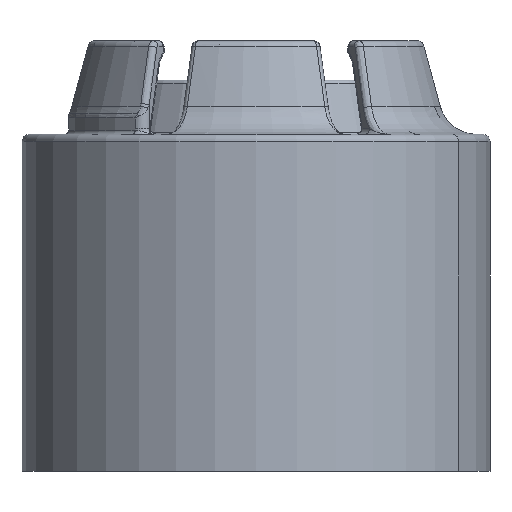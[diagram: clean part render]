
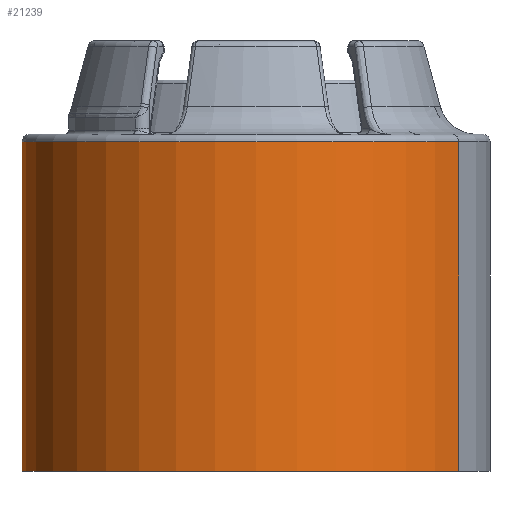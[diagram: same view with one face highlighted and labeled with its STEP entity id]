
A CAD part, left-side view. The second image highlights one B-rep face of the part: STEP entity #21239.
In plain terms, the highlighted cylindrical face has radius 12.5 mm (diameter 25 mm), a partial arc.
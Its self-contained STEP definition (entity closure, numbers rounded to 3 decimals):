
#761 = VECTOR ( 'NONE', #4305, 1000. ) ;
#1137 = VERTEX_POINT ( 'NONE', #15695 ) ;
#1993 = DIRECTION ( 'NONE',  ( 0., 0., 1. ) ) ;
#3292 = CARTESIAN_POINT ( 'NONE',  ( 6.25, 10.825, -82.532 ) ) ;
#3345 = DIRECTION ( 'NONE',  ( 0., 0., 1. ) ) ;
#4305 = DIRECTION ( 'NONE',  ( 0., 0., 1. ) ) ;
#4952 = CIRCLE ( 'NONE', #19164, 12.5 ) ;
#5452 = EDGE_CURVE ( 'NONE', #1137, #6042, #4952, .T. ) ;
#5542 = DIRECTION ( 'NONE',  ( -0.5, -0.866, 0. ) ) ;
#5770 = CIRCLE ( 'NONE', #12017, 12.5 ) ;
#5926 = DIRECTION ( 'NONE',  ( -0.5, -0.866, 0. ) ) ;
#6042 = VERTEX_POINT ( 'NONE', #16239 ) ;
#6820 = AXIS2_PLACEMENT_3D ( 'NONE', #21224, #3345, #5542 ) ;
#7620 = VERTEX_POINT ( 'NONE', #23963 ) ;
#7813 = EDGE_CURVE ( 'NONE', #15082, #6042, #15107, .T. ) ;
#9045 = CARTESIAN_POINT ( 'NONE',  ( 0., 0., -64.932 ) ) ;
#10430 = VECTOR ( 'NONE', #18852, 1000. ) ;
#10437 = LINE ( 'NONE', #18203, #761 ) ;
#11081 = DIRECTION ( 'NONE',  ( 0., 0., -1. ) ) ;
#11706 = ORIENTED_EDGE ( 'NONE', *, *, #5452, .T. ) ;
#12017 = AXIS2_PLACEMENT_3D ( 'NONE', #25798, #1993, #5926 ) ;
#13159 = DIRECTION ( 'NONE',  ( 0.5, 0.866, 0. ) ) ;
#13838 = FACE_OUTER_BOUND ( 'NONE', #25915, .T. ) ;
#15082 = VERTEX_POINT ( 'NONE', #3292 ) ;
#15107 = LINE ( 'NONE', #24916, #10430 ) ;
#15695 = CARTESIAN_POINT ( 'NONE',  ( -6.25, -10.825, -64.932 ) ) ;
#16239 = CARTESIAN_POINT ( 'NONE',  ( 6.25, 10.825, -64.932 ) ) ;
#17581 = ORIENTED_EDGE ( 'NONE', *, *, #22634, .T. ) ;
#18203 = CARTESIAN_POINT ( 'NONE',  ( -6.25, -10.825, 0. ) ) ;
#18852 = DIRECTION ( 'NONE',  ( 0., 0., 1. ) ) ;
#19164 = AXIS2_PLACEMENT_3D ( 'NONE', #9045, #11081, #13159 ) ;
#19473 = ORIENTED_EDGE ( 'NONE', *, *, #7813, .F. ) ;
#21224 = CARTESIAN_POINT ( 'NONE',  ( 0., 0., 0. ) ) ;
#21239 = ADVANCED_FACE ( 'NONE', ( #13838 ), #24421, .T. ) ;
#22435 = ORIENTED_EDGE ( 'NONE', *, *, #23141, .T. ) ;
#22634 = EDGE_CURVE ( 'NONE', #15082, #7620, #5770, .T. ) ;
#23141 = EDGE_CURVE ( 'NONE', #7620, #1137, #10437, .T. ) ;
#23963 = CARTESIAN_POINT ( 'NONE',  ( -6.25, -10.825, -82.532 ) ) ;
#24421 = CYLINDRICAL_SURFACE ( 'NONE', #6820, 12.5 ) ;
#24916 = CARTESIAN_POINT ( 'NONE',  ( 6.25, 10.825, 0. ) ) ;
#25798 = CARTESIAN_POINT ( 'NONE',  ( 0., 0., -82.532 ) ) ;
#25915 = EDGE_LOOP ( 'NONE', ( #19473, #17581, #22435, #11706 ) ) ;
